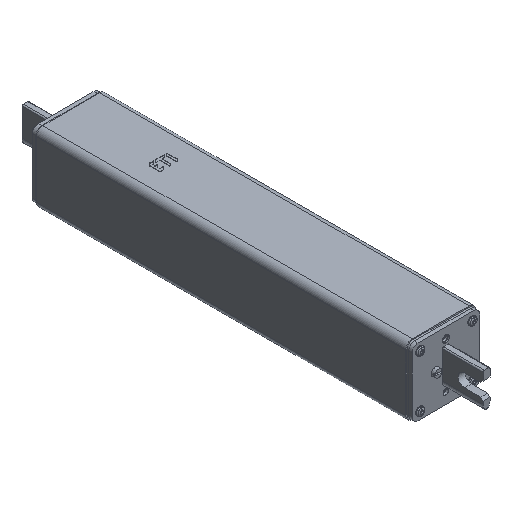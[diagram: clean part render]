
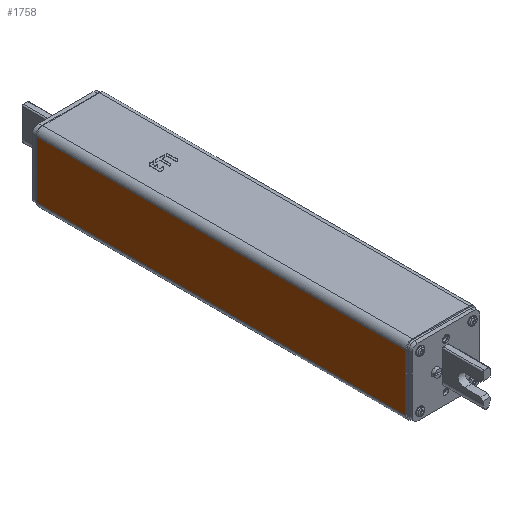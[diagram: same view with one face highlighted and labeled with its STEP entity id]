
A CAD part, isometric view. The second image highlights one B-rep face of the part: STEP entity #1758.
In plain terms, the highlighted face is planar.
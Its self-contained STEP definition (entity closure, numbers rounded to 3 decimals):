
#194=DIRECTION('',(1.,0.,0.));
#195=VECTOR('',#194,318.);
#196=CARTESIAN_POINT('',(-159.,24.5,-30.));
#197=LINE('',#196,#195);
#511=DIRECTION('',(0.,-1.,0.));
#512=VECTOR('',#511,49.);
#513=CARTESIAN_POINT('',(159.,24.5,-30.));
#514=LINE('',#513,#512);
#556=DIRECTION('',(-1.,0.,0.));
#557=VECTOR('',#556,318.);
#558=CARTESIAN_POINT('',(159.,-24.5,-30.));
#559=LINE('',#558,#557);
#623=DIRECTION('',(0.,1.,0.));
#624=VECTOR('',#623,49.);
#625=CARTESIAN_POINT('',(-159.,-24.5,-30.));
#626=LINE('',#625,#624);
#1499=CARTESIAN_POINT('',(-159.,24.5,-30.));
#1500=CARTESIAN_POINT('',(159.,24.5,-30.));
#1501=VERTEX_POINT('',#1499);
#1502=VERTEX_POINT('',#1500);
#1503=CARTESIAN_POINT('',(-159.,-24.5,-30.));
#1504=VERTEX_POINT('',#1503);
#1505=CARTESIAN_POINT('',(159.,-24.5,-30.));
#1506=VERTEX_POINT('',#1505);
#1743=CARTESIAN_POINT('',(0.,0.,-30.));
#1744=DIRECTION('',(0.,0.,1.));
#1745=DIRECTION('',(1.,0.,0.));
#1746=AXIS2_PLACEMENT_3D('',#1743,#1744,#1745);
#1747=PLANE('',#1746);
#1749=ORIENTED_EDGE('',*,*,#1748,.F.);
#1751=ORIENTED_EDGE('',*,*,#1750,.F.);
#1753=ORIENTED_EDGE('',*,*,#1752,.F.);
#1755=ORIENTED_EDGE('',*,*,#1754,.F.);
#1756=EDGE_LOOP('',(#1749,#1751,#1753,#1755));
#1757=FACE_OUTER_BOUND('',#1756,.F.);
#1748=EDGE_CURVE('',#1501,#1502,#197,.T.);
#1750=EDGE_CURVE('',#1504,#1501,#626,.T.);
#1752=EDGE_CURVE('',#1506,#1504,#559,.T.);
#1754=EDGE_CURVE('',#1502,#1506,#514,.T.);
#1758=ADVANCED_FACE('',(#1757),#1747,.F.);
